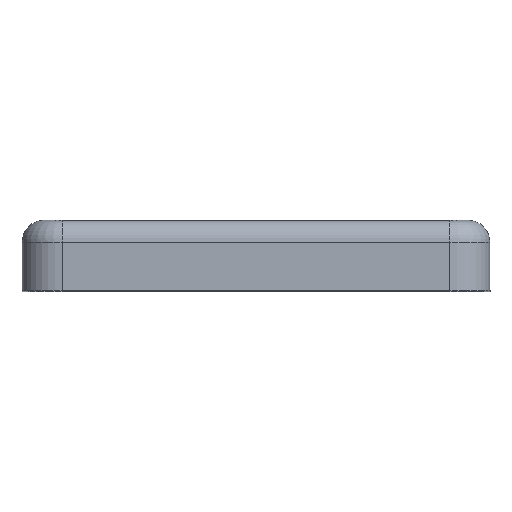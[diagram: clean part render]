
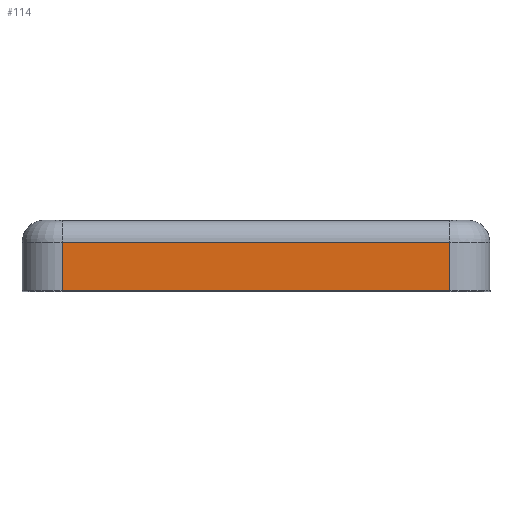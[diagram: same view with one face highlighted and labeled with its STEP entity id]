
A CAD part, top view. The second image highlights one B-rep face of the part: STEP entity #114.
In plain terms, the highlighted planar face has unit normal (0, 0, 1).
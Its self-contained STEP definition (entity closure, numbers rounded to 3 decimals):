
#114=ADVANCED_FACE('NONE',(#281),#282,.T.);
#281=FACE_OUTER_BOUND('',#473,.T.);
#282=PLANE('',#474);
#473=EDGE_LOOP('',(#1083,#1084,#1085,#1086));
#474=AXIS2_PLACEMENT_3D('',#1087,#1088,#1089);
#1083=ORIENTED_EDGE('',*,*,#1399,.T.);
#1084=ORIENTED_EDGE('',*,*,#1432,.F.);
#1085=ORIENTED_EDGE('',*,*,#1436,.F.);
#1086=ORIENTED_EDGE('',*,*,#1437,.T.);
#1087=CARTESIAN_POINT('',(-9.65,0.0,17.25));
#1088=DIRECTION('',(0.0,0.,1.0));
#1089=DIRECTION('',(1.0,-0.0,0.0));
#1399=EDGE_CURVE('NONE',#1711,#1744,#1749,.T.);
#1432=EDGE_CURVE('NONE',#1789,#1744,#1792,.T.);
#1436=EDGE_CURVE('NONE',#1796,#1789,#1797,.T.);
#1437=EDGE_CURVE('NONE',#1796,#1711,#1798,.T.);
#1711=VERTEX_POINT('NONE',#2151);
#1744=VERTEX_POINT('NONE',#2197);
#1749=LINE('',#2203,#2204);
#1789=VERTEX_POINT('NONE',#2257);
#1792=LINE('',#2260,#2261);
#1796=VERTEX_POINT('NONE',#2266);
#1797=LINE('',#2267,#2268);
#1798=LINE('',#2269,#2270);
#2151=CARTESIAN_POINT('',(-9.65,-3.5,17.25));
#2197=CARTESIAN_POINT('',(9.65,-3.5,17.25));
#2203=CARTESIAN_POINT('',(-9.65,-3.5,17.25));
#2204=VECTOR('',#2623,1000.0);
#2257=CARTESIAN_POINT('',(9.65,-1.1,17.25));
#2260=CARTESIAN_POINT('',(9.65,0.0,17.25));
#2261=VECTOR('',#2694,1000.0);
#2266=CARTESIAN_POINT('',(-9.65,-1.1,17.25));
#2267=CARTESIAN_POINT('',(-9.65,-1.1,17.25));
#2268=VECTOR('',#2702,1000.0);
#2269=CARTESIAN_POINT('',(-9.65,0.0,17.25));
#2270=VECTOR('',#2703,1000.0);
#2623=DIRECTION('',(1.0,-0.0,-0.0));
#2694=DIRECTION('',(0.,-1.0,0.));
#2702=DIRECTION('',(1.0,-0.0,-0.0));
#2703=DIRECTION('',(0.,-1.0,0.));
